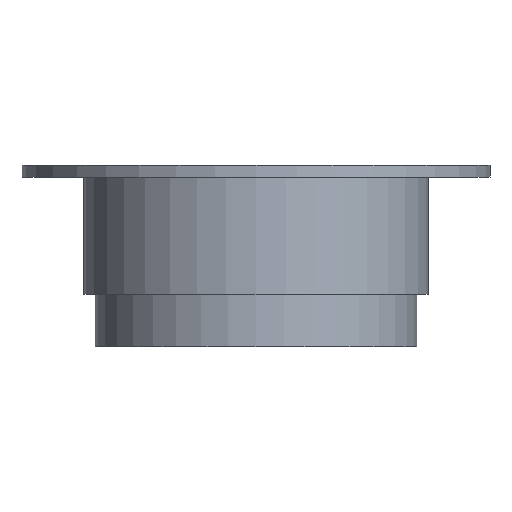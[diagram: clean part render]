
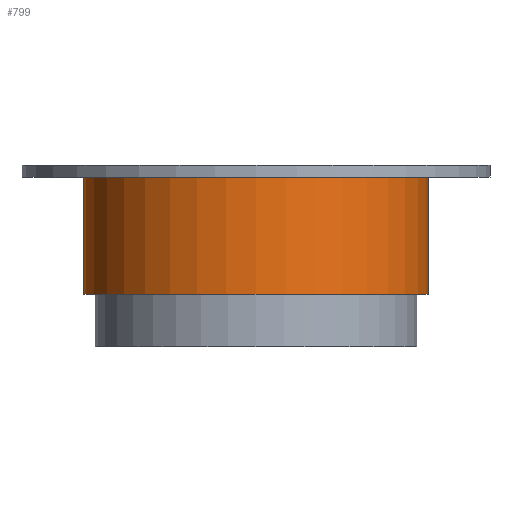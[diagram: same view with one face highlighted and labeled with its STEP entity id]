
A CAD part, front view. The second image highlights one B-rep face of the part: STEP entity #799.
In plain terms, the highlighted cylindrical face has radius 29.5 mm (diameter 59 mm), a partial arc.
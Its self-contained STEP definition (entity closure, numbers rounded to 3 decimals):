
#10 = VERTEX_POINT ( 'NONE', #1256 ) ;
#35 = AXIS2_PLACEMENT_3D ( 'NONE', #927, #1023, #265 ) ;
#101 = DIRECTION ( 'NONE',  ( 0., 0., 1. ) ) ;
#125 = VERTEX_POINT ( 'NONE', #551 ) ;
#169 = AXIS2_PLACEMENT_3D ( 'NONE', #777, #980, #608 ) ;
#230 = EDGE_CURVE ( 'NONE', #125, #10, #1439, .T. ) ;
#265 = DIRECTION ( 'NONE',  ( 1., 0., 0. ) ) ;
#275 = ORIENTED_EDGE ( 'NONE', *, *, #709, .F. ) ;
#359 = LINE ( 'NONE', #867, #1548 ) ;
#427 = EDGE_CURVE ( 'NONE', #125, #913, #502, .T. ) ;
#446 = EDGE_LOOP ( 'NONE', ( #275, #1262, #1154, #1201 ) ) ;
#464 = VERTEX_POINT ( 'NONE', #856 ) ;
#502 = LINE ( 'NONE', #900, #1093 ) ;
#507 = FACE_OUTER_BOUND ( 'NONE', #446, .T. ) ;
#516 = DIRECTION ( 'NONE',  ( 1., 0., 0. ) ) ;
#551 = CARTESIAN_POINT ( 'NONE',  ( 29.5, 0., -20. ) ) ;
#608 = DIRECTION ( 'NONE',  ( -1., 0., 0. ) ) ;
#709 = EDGE_CURVE ( 'NONE', #10, #464, #359, .T. ) ;
#765 = CARTESIAN_POINT ( 'NONE',  ( 0., 0., 0. ) ) ;
#777 = CARTESIAN_POINT ( 'NONE',  ( 0., 0., -20. ) ) ;
#788 = CIRCLE ( 'NONE', #991, 29.5 ) ;
#799 = ADVANCED_FACE ( 'NONE', ( #507 ), #1152, .T. ) ;
#856 = CARTESIAN_POINT ( 'NONE',  ( -29.5, 0., 0. ) ) ;
#867 = CARTESIAN_POINT ( 'NONE',  ( -29.5, 0., -29. ) ) ;
#900 = CARTESIAN_POINT ( 'NONE',  ( 29.5, 0., -29. ) ) ;
#913 = VERTEX_POINT ( 'NONE', #1111 ) ;
#927 = CARTESIAN_POINT ( 'NONE',  ( 0., 0., -29. ) ) ;
#980 = DIRECTION ( 'NONE',  ( 0., 0., -1. ) ) ;
#983 = EDGE_CURVE ( 'NONE', #913, #464, #788, .T. ) ;
#991 = AXIS2_PLACEMENT_3D ( 'NONE', #765, #1390, #516 ) ;
#1023 = DIRECTION ( 'NONE',  ( 0., 0., 1. ) ) ;
#1093 = VECTOR ( 'NONE', #1419, 1000. ) ;
#1111 = CARTESIAN_POINT ( 'NONE',  ( 29.5, 0., 0. ) ) ;
#1152 = CYLINDRICAL_SURFACE ( 'NONE', #35, 29.5 ) ;
#1154 = ORIENTED_EDGE ( 'NONE', *, *, #427, .T. ) ;
#1201 = ORIENTED_EDGE ( 'NONE', *, *, #983, .T. ) ;
#1256 = CARTESIAN_POINT ( 'NONE',  ( -29.5, 0., -20. ) ) ;
#1262 = ORIENTED_EDGE ( 'NONE', *, *, #230, .F. ) ;
#1390 = DIRECTION ( 'NONE',  ( 0., 0., -1. ) ) ;
#1419 = DIRECTION ( 'NONE',  ( 0., 0., 1. ) ) ;
#1439 = CIRCLE ( 'NONE', #169, 29.5 ) ;
#1548 = VECTOR ( 'NONE', #101, 1000. ) ;
